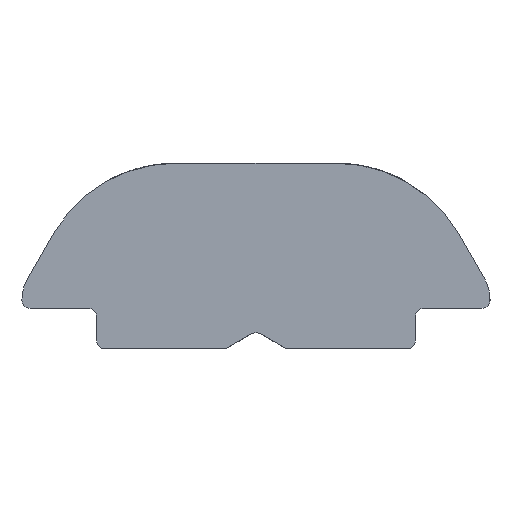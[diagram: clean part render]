
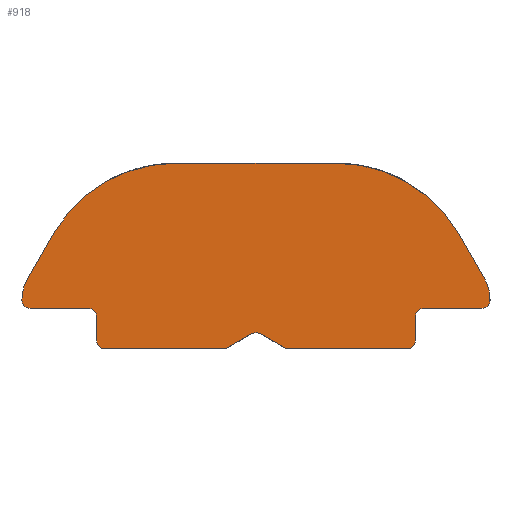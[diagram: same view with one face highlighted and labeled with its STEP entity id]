
A CAD part, left-side view. The second image highlights one B-rep face of the part: STEP entity #918.
In plain terms, the highlighted planar face has unit normal (-1, 0, 0).
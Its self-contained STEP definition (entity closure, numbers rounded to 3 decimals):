
#43=PLANE('',#1019);
#90=FACE_OUTER_BOUND('',#138,.T.);
#138=EDGE_LOOP('',(#801,#802,#803,#804,#805,#806,#807,#808,#809,#810,#811,
#812,#813,#814,#815,#816,#817,#818,#819,#820,#821,#822,#823,#824));
#149=CIRCLE('',#954,0.2);
#150=CIRCLE('',#957,0.2);
#152=CIRCLE('',#961,0.2);
#154=CIRCLE('',#965,1.);
#158=CIRCLE('',#972,1.);
#159=CIRCLE('',#975,0.2);
#161=CIRCLE('',#979,0.2);
#166=CIRCLE('',#990,3.5);
#169=CIRCLE('',#997,0.2);
#171=CIRCLE('',#1003,0.2);
#173=CIRCLE('',#1006,3.5);
#222=LINE('',#1487,#291);
#226=LINE('',#1499,#295);
#230=LINE('',#1511,#299);
#234=LINE('',#1523,#303);
#242=LINE('',#1547,#311);
#246=LINE('',#1559,#315);
#250=LINE('',#1571,#319);
#260=LINE('',#1649,#329);
#262=LINE('',#1677,#331);
#264=LINE('',#1683,#333);
#267=LINE('',#1707,#336);
#269=LINE('',#1713,#338);
#274=LINE('',#2405,#343);
#291=VECTOR('',#1081,1.);
#295=VECTOR('',#1093,1.);
#299=VECTOR('',#1105,1.);
#303=VECTOR('',#1117,1.);
#311=VECTOR('',#1137,1.);
#315=VECTOR('',#1149,1.);
#319=VECTOR('',#1161,1.);
#329=VECTOR('',#1185,1.);
#331=VECTOR('',#1197,1.);
#333=VECTOR('',#1203,1.);
#336=VECTOR('',#1214,1.);
#338=VECTOR('',#1220,1.);
#343=VECTOR('',#1261,10.);
#376=VERTEX_POINT('',#1480);
#377=VERTEX_POINT('',#1482);
#378=VERTEX_POINT('',#1486);
#380=VERTEX_POINT('',#1492);
#382=VERTEX_POINT('',#1498);
#384=VERTEX_POINT('',#1504);
#386=VERTEX_POINT('',#1510);
#388=VERTEX_POINT('',#1516);
#390=VERTEX_POINT('',#1522);
#396=VERTEX_POINT('',#1537);
#399=VERTEX_POINT('',#1542);
#400=VERTEX_POINT('',#1546);
#402=VERTEX_POINT('',#1552);
#404=VERTEX_POINT('',#1558);
#406=VERTEX_POINT('',#1564);
#408=VERTEX_POINT('',#1570);
#419=VERTEX_POINT('',#1646);
#420=VERTEX_POINT('',#1648);
#422=VERTEX_POINT('',#1676);
#424=VERTEX_POINT('',#1682);
#427=VERTEX_POINT('',#1700);
#429=VERTEX_POINT('',#1706);
#431=VERTEX_POINT('',#1712);
#433=VERTEX_POINT('',#1730);
#472=EDGE_CURVE('',#376,#377,#149,.T.);
#474=EDGE_CURVE('',#378,#376,#222,.T.);
#477=EDGE_CURVE('',#380,#378,#150,.T.);
#480=EDGE_CURVE('',#382,#380,#226,.T.);
#483=EDGE_CURVE('',#384,#382,#152,.T.);
#486=EDGE_CURVE('',#386,#384,#230,.T.);
#489=EDGE_CURVE('',#388,#386,#154,.T.);
#492=EDGE_CURVE('',#390,#388,#234,.T.);
#502=EDGE_CURVE('',#399,#396,#158,.T.);
#503=EDGE_CURVE('',#400,#399,#242,.T.);
#506=EDGE_CURVE('',#402,#400,#159,.T.);
#509=EDGE_CURVE('',#404,#402,#246,.T.);
#512=EDGE_CURVE('',#406,#404,#161,.T.);
#515=EDGE_CURVE('',#408,#406,#250,.T.);
#530=EDGE_CURVE('',#419,#420,#260,.T.);
#533=EDGE_CURVE('',#420,#390,#166,.T.);
#536=EDGE_CURVE('',#377,#422,#262,.T.);
#539=EDGE_CURVE('',#422,#424,#264,.T.);
#543=EDGE_CURVE('',#424,#427,#169,.T.);
#546=EDGE_CURVE('',#427,#429,#267,.T.);
#549=EDGE_CURVE('',#429,#431,#269,.T.);
#552=EDGE_CURVE('',#431,#408,#171,.T.);
#555=EDGE_CURVE('',#433,#419,#173,.T.);
#573=EDGE_CURVE('',#396,#433,#274,.T.);
#801=ORIENTED_EDGE('',*,*,#573,.F.);
#802=ORIENTED_EDGE('',*,*,#502,.F.);
#803=ORIENTED_EDGE('',*,*,#503,.F.);
#804=ORIENTED_EDGE('',*,*,#506,.F.);
#805=ORIENTED_EDGE('',*,*,#509,.F.);
#806=ORIENTED_EDGE('',*,*,#512,.F.);
#807=ORIENTED_EDGE('',*,*,#515,.F.);
#808=ORIENTED_EDGE('',*,*,#552,.F.);
#809=ORIENTED_EDGE('',*,*,#549,.F.);
#810=ORIENTED_EDGE('',*,*,#546,.F.);
#811=ORIENTED_EDGE('',*,*,#543,.F.);
#812=ORIENTED_EDGE('',*,*,#539,.F.);
#813=ORIENTED_EDGE('',*,*,#536,.F.);
#814=ORIENTED_EDGE('',*,*,#472,.F.);
#815=ORIENTED_EDGE('',*,*,#474,.F.);
#816=ORIENTED_EDGE('',*,*,#477,.F.);
#817=ORIENTED_EDGE('',*,*,#480,.F.);
#818=ORIENTED_EDGE('',*,*,#483,.F.);
#819=ORIENTED_EDGE('',*,*,#486,.F.);
#820=ORIENTED_EDGE('',*,*,#489,.F.);
#821=ORIENTED_EDGE('',*,*,#492,.F.);
#822=ORIENTED_EDGE('',*,*,#533,.F.);
#823=ORIENTED_EDGE('',*,*,#530,.F.);
#824=ORIENTED_EDGE('',*,*,#555,.F.);
#918=ADVANCED_FACE('',(#90),#43,.T.);
#954=AXIS2_PLACEMENT_3D('',#1483,#1076,#1077);
#957=AXIS2_PLACEMENT_3D('',#1493,#1086,#1087);
#961=AXIS2_PLACEMENT_3D('',#1505,#1098,#1099);
#965=AXIS2_PLACEMENT_3D('',#1517,#1110,#1111);
#972=AXIS2_PLACEMENT_3D('',#1544,#1133,#1134);
#975=AXIS2_PLACEMENT_3D('',#1553,#1142,#1143);
#979=AXIS2_PLACEMENT_3D('',#1565,#1154,#1155);
#990=AXIS2_PLACEMENT_3D('',#1671,#1189,#1190);
#997=AXIS2_PLACEMENT_3D('',#1701,#1207,#1208);
#1003=AXIS2_PLACEMENT_3D('',#1726,#1224,#1225);
#1006=AXIS2_PLACEMENT_3D('',#1732,#1231,#1232);
#1019=AXIS2_PLACEMENT_3D('',#2404,#1259,#1260);
#1076=DIRECTION('center_axis',(1.,0.,0.));
#1077=DIRECTION('ref_axis',(0.,0.,-1.));
#1081=DIRECTION('',(0.,0.,-1.));
#1086=DIRECTION('center_axis',(-1.,0.,0.));
#1087=DIRECTION('ref_axis',(0.,0.,1.));
#1093=DIRECTION('',(0.,1.,0.));
#1098=DIRECTION('center_axis',(1.,0.,0.));
#1099=DIRECTION('ref_axis',(0.,0.,-1.));
#1105=DIRECTION('',(0.,0.,-1.));
#1110=DIRECTION('center_axis',(1.,0.,0.));
#1111=DIRECTION('ref_axis',(0.,-1.,0.));
#1117=DIRECTION('',(0.,-0.5,-0.866));
#1133=DIRECTION('center_axis',(1.,0.,0.));
#1134=DIRECTION('ref_axis',(0.,0.866,0.5));
#1137=DIRECTION('',(0.,0.,1.));
#1142=DIRECTION('center_axis',(1.,0.,0.));
#1143=DIRECTION('ref_axis',(0.,1.,0.));
#1149=DIRECTION('',(0.,1.,0.));
#1154=DIRECTION('center_axis',(-1.,0.,0.));
#1155=DIRECTION('ref_axis',(0.,-1.,0.));
#1161=DIRECTION('',(0.,0.,1.));
#1185=DIRECTION('',(0.,-1.,0.));
#1189=DIRECTION('center_axis',(1.,0.,0.));
#1190=DIRECTION('ref_axis',(0.,-0.866,0.5));
#1197=DIRECTION('',(0.,1.,0.));
#1203=DIRECTION('',(0.,0.866,0.5));
#1207=DIRECTION('center_axis',(-1.,0.,0.));
#1208=DIRECTION('ref_axis',(0.,-0.5,0.866));
#1214=DIRECTION('',(0.,0.866,-0.5));
#1220=DIRECTION('',(0.,1.,0.));
#1224=DIRECTION('center_axis',(1.,0.,0.));
#1225=DIRECTION('ref_axis',(0.,1.,0.));
#1231=DIRECTION('center_axis',(1.,0.,0.));
#1232=DIRECTION('ref_axis',(0.,0.,1.));
#1259=DIRECTION('center_axis',(-1.,0.,0.));
#1260=DIRECTION('ref_axis',(0.,0.,-1.));
#1261=DIRECTION('',(0.,-0.5,0.866));
#1480=CARTESIAN_POINT('',(-8.,-3.95,0.2));
#1482=CARTESIAN_POINT('',(-8.,-3.75,0.));
#1483=CARTESIAN_POINT('Origin',(-8.,-3.75,0.2));
#1486=CARTESIAN_POINT('',(-8.,-3.95,0.8));
#1487=CARTESIAN_POINT('',(-8.,-3.95,0.8));
#1492=CARTESIAN_POINT('',(-8.,-4.15,1.));
#1493=CARTESIAN_POINT('Origin',(-8.,-4.15,0.8));
#1498=CARTESIAN_POINT('',(-8.,-5.6,1.));
#1499=CARTESIAN_POINT('',(-8.,-5.6,1.));
#1504=CARTESIAN_POINT('',(-8.,-5.8,1.2));
#1505=CARTESIAN_POINT('Origin',(-8.,-5.6,1.2));
#1510=CARTESIAN_POINT('',(-8.,-5.8,1.232));
#1511=CARTESIAN_POINT('',(-8.,-5.8,1.232));
#1516=CARTESIAN_POINT('',(-8.,-5.666,1.732));
#1517=CARTESIAN_POINT('Origin',(-8.,-4.8,1.232));
#1522=CARTESIAN_POINT('',(-8.,-5.021,2.85));
#1523=CARTESIAN_POINT('',(-8.,-5.021,2.85));
#1537=CARTESIAN_POINT('',(-8.,5.675,1.716));
#1542=CARTESIAN_POINT('',(-8.,5.8,1.232));
#1544=CARTESIAN_POINT('Origin',(-8.,4.8,1.232));
#1546=CARTESIAN_POINT('',(-8.,5.8,1.2));
#1547=CARTESIAN_POINT('',(-8.,5.8,1.2));
#1552=CARTESIAN_POINT('',(-8.,5.6,1.));
#1553=CARTESIAN_POINT('Origin',(-8.,5.6,1.2));
#1558=CARTESIAN_POINT('',(-8.,4.15,1.));
#1559=CARTESIAN_POINT('',(-8.,4.15,1.));
#1564=CARTESIAN_POINT('',(-8.,3.95,0.8));
#1565=CARTESIAN_POINT('Origin',(-8.,4.15,0.8));
#1570=CARTESIAN_POINT('',(-8.,3.95,0.2));
#1571=CARTESIAN_POINT('',(-8.,3.95,0.2));
#1646=CARTESIAN_POINT('',(-8.,1.989,4.6));
#1648=CARTESIAN_POINT('',(-8.,-1.989,4.6));
#1649=CARTESIAN_POINT('',(-8.,1.989,4.6));
#1671=CARTESIAN_POINT('Origin',(-8.,-1.989,1.1));
#1676=CARTESIAN_POINT('',(-8.,-0.75,0.));
#1677=CARTESIAN_POINT('',(-8.,-3.75,0.));
#1682=CARTESIAN_POINT('',(-8.,-0.1,0.375));
#1683=CARTESIAN_POINT('',(-8.,-0.75,0.));
#1700=CARTESIAN_POINT('',(-8.,0.1,0.375));
#1701=CARTESIAN_POINT('Origin',(-8.,0.,0.202));
#1706=CARTESIAN_POINT('',(-8.,0.75,0.));
#1707=CARTESIAN_POINT('',(-8.,0.1,0.375));
#1712=CARTESIAN_POINT('',(-8.,3.75,0.));
#1713=CARTESIAN_POINT('',(-8.,0.75,0.));
#1726=CARTESIAN_POINT('Origin',(-8.,3.75,0.2));
#1730=CARTESIAN_POINT('',(-8.,5.002,2.882));
#1732=CARTESIAN_POINT('Origin',(-8.,1.989,1.1));
#2404=CARTESIAN_POINT('Origin',(-8.,0.,2.094));
#2405=CARTESIAN_POINT('',(-8.,3.638,5.245));
